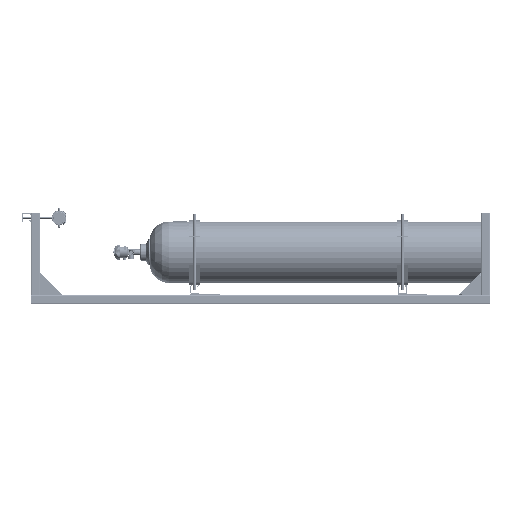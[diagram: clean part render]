
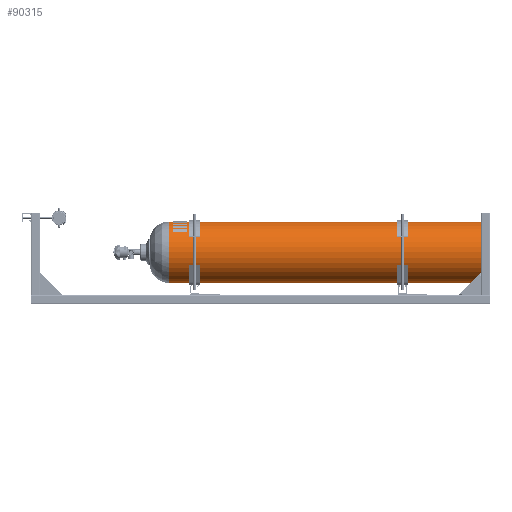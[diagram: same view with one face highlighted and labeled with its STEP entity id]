
A CAD part, left-side view. The second image highlights one B-rep face of the part: STEP entity #90315.
In plain terms, the highlighted cylindrical face has radius 142.85 mm (diameter 285.7 mm), a partial arc.
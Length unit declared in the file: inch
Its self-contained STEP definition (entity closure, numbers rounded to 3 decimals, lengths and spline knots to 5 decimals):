
#59 = CARTESIAN_POINT ( 'NONE',  ( 0., -63., 5.62402 ) ) ;
#1991 = CARTESIAN_POINT ( 'NONE',  ( 0., -63., 0. ) ) ;
#5394 = VERTEX_POINT ( 'NONE', #59 ) ;
#7055 = CYLINDRICAL_SURFACE ( 'NONE', #28173, 5.62402 ) ;
#10013 = CARTESIAN_POINT ( 'NONE',  ( 0., 0., 5.62402 ) ) ;
#11385 = AXIS2_PLACEMENT_3D ( 'NONE', #31657, #74896, #60348 ) ;
#14366 = ORIENTED_EDGE ( 'NONE', *, *, #16472, .F. ) ;
#16472 = EDGE_CURVE ( 'NONE', #5394, #52614, #48000, .T. ) ;
#21615 = FACE_OUTER_BOUND ( 'NONE', #83619, .T. ) ;
#25263 = EDGE_CURVE ( 'NONE', #78376, #52614, #80935, .T. ) ;
#28173 = AXIS2_PLACEMENT_3D ( 'NONE', #35713, #64405, #28661 ) ;
#28661 = DIRECTION ( 'NONE',  ( 0., 0., -1. ) ) ;
#30192 = CARTESIAN_POINT ( 'NONE',  ( 0., 0., -5.62402 ) ) ;
#30639 = VECTOR ( 'NONE', #64202, 39.37008 ) ;
#30655 = DIRECTION ( 'NONE',  ( 0., -1., 0. ) ) ;
#31657 = CARTESIAN_POINT ( 'NONE',  ( 0., -5.29832, 0. ) ) ;
#35713 = CARTESIAN_POINT ( 'NONE',  ( 0., 0., 0. ) ) ;
#37254 = DIRECTION ( 'NONE',  ( 0., 0., -1. ) ) ;
#39469 = ORIENTED_EDGE ( 'NONE', *, *, #73176, .F. ) ;
#44713 = CARTESIAN_POINT ( 'NONE',  ( 0., -63., -5.62402 ) ) ;
#45968 = CARTESIAN_POINT ( 'NONE',  ( 0., -5.29832, 5.62402 ) ) ;
#46517 = CARTESIAN_POINT ( 'NONE',  ( 0., -5.29832, -5.62402 ) ) ;
#48000 = CIRCLE ( 'NONE', #86970, 5.62402 ) ;
#48277 = VERTEX_POINT ( 'NONE', #45968 ) ;
#50493 = LINE ( 'NONE', #10013, #62110 ) ;
#52614 = VERTEX_POINT ( 'NONE', #44713 ) ;
#52750 = ORIENTED_EDGE ( 'NONE', *, *, #88118, .T. ) ;
#52794 = DIRECTION ( 'NONE',  ( 0., -1., 0. ) ) ;
#60348 = DIRECTION ( 'NONE',  ( 0., 0., -1. ) ) ;
#62110 = VECTOR ( 'NONE', #52794, 39.37008 ) ;
#64202 = DIRECTION ( 'NONE',  ( 0., -1., 0. ) ) ;
#64405 = DIRECTION ( 'NONE',  ( 0., -1., 0. ) ) ;
#69739 = ORIENTED_EDGE ( 'NONE', *, *, #25263, .T. ) ;
#73176 = EDGE_CURVE ( 'NONE', #48277, #5394, #50493, .T. ) ;
#74896 = DIRECTION ( 'NONE',  ( 0., -1., 0. ) ) ;
#78376 = VERTEX_POINT ( 'NONE', #46517 ) ;
#80935 = LINE ( 'NONE', #30192, #30639 ) ;
#83619 = EDGE_LOOP ( 'NONE', ( #39469, #52750, #69739, #14366 ) ) ;
#86970 = AXIS2_PLACEMENT_3D ( 'NONE', #1991, #30655, #37254 ) ;
#88118 = EDGE_CURVE ( 'NONE', #48277, #78376, #89639, .T. ) ;
#89639 = CIRCLE ( 'NONE', #11385, 5.62402 ) ;
#90315 = ADVANCED_FACE ( 'NONE', ( #21615 ), #7055, .T. ) ;
